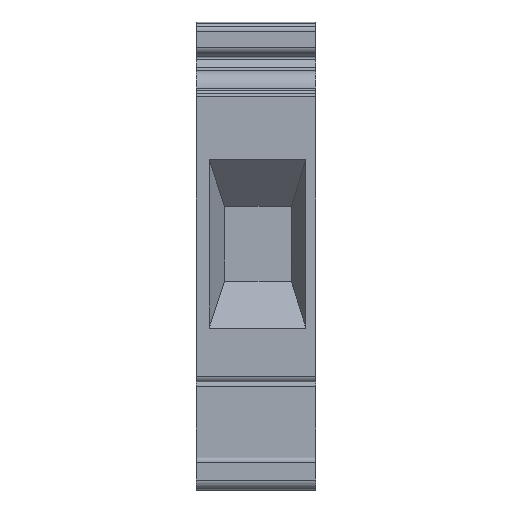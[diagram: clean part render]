
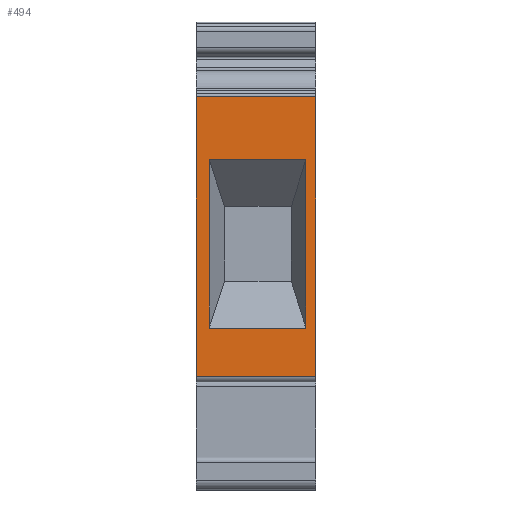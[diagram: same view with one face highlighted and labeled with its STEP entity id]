
A CAD part, left-side view. The second image highlights one B-rep face of the part: STEP entity #494.
In plain terms, the highlighted planar face has unit normal (-1, 0, 0).
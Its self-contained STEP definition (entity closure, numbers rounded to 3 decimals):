
#494 = ADVANCED_FACE( '', ( #1032, #1033 ), #1034, .F. );
#1032 = FACE_BOUND( '', #1609, .T. );
#1033 = FACE_OUTER_BOUND( '', #1610, .T. );
#1034 = PLANE( '', #1611 );
#1609 = EDGE_LOOP( '', ( #3196, #3197, #3198, #3199 ) );
#1610 = EDGE_LOOP( '', ( #3200, #3201, #3202, #3203 ) );
#1611 = AXIS2_PLACEMENT_3D( '', #3204, #3205, #3206 );
#3196 = ORIENTED_EDGE( '', *, *, #3969, .T. );
#3197 = ORIENTED_EDGE( '', *, *, #3895, .T. );
#3198 = ORIENTED_EDGE( '', *, *, #3885, .T. );
#3199 = ORIENTED_EDGE( '', *, *, #3603, .T. );
#3200 = ORIENTED_EDGE( '', *, *, #4072, .T. );
#3201 = ORIENTED_EDGE( '', *, *, #4240, .F. );
#3202 = ORIENTED_EDGE( '', *, *, #4233, .F. );
#3203 = ORIENTED_EDGE( '', *, *, #4241, .T. );
#3204 = CARTESIAN_POINT( '', ( -21.247, -6., 10.314 ) );
#3205 = DIRECTION( '', ( 1., 0., 0. ) );
#3206 = DIRECTION( '', ( 0., 0., -1. ) );
#3603 = EDGE_CURVE( '', #4349, #4346, #4350, .F. );
#3885 = EDGE_CURVE( '', #4825, #4349, #4826, .F. );
#3895 = EDGE_CURVE( '', #4842, #4825, #4843, .F. );
#3969 = EDGE_CURVE( '', #4346, #4842, #4953, .F. );
#4072 = EDGE_CURVE( '', #5105, #5103, #5106, .T. );
#4233 = EDGE_CURVE( '', #5307, #5309, #5310, .T. );
#4240 = EDGE_CURVE( '', #5309, #5103, #5320, .T. );
#4241 = EDGE_CURVE( '', #5307, #5105, #5321, .T. );
#4346 = VERTEX_POINT( '', #5442 );
#4349 = VERTEX_POINT( '', #5446 );
#4350 = LINE( '', #5447, #5448 );
#4825 = VERTEX_POINT( '', #6072 );
#4826 = LINE( '', #6073, #6074 );
#4842 = VERTEX_POINT( '', #6097 );
#4843 = LINE( '', #6098, #6099 );
#4953 = LINE( '', #6247, #6248 );
#5103 = VERTEX_POINT( '', #6451 );
#5105 = VERTEX_POINT( '', #6453 );
#5106 = LINE( '', #6454, #6455 );
#5307 = VERTEX_POINT( '', #6732 );
#5309 = VERTEX_POINT( '', #6734 );
#5310 = LINE( '', #6735, #6736 );
#5320 = LINE( '', #6748, #6749 );
#5321 = LINE( '', #6750, #6751 );
#5442 = CARTESIAN_POINT( '', ( -21.247, -5., -12.895 ) );
#5446 = CARTESIAN_POINT( '', ( -21.247, -5., 4.005 ) );
#5447 = CARTESIAN_POINT( '', ( -21.247, -5., 4.005 ) );
#5448 = VECTOR( '', #6851, 1000. );
#6072 = CARTESIAN_POINT( '', ( -21.247, 4.7, 4.005 ) );
#6073 = CARTESIAN_POINT( '', ( -21.247, -5., 4.005 ) );
#6074 = VECTOR( '', #7211, 1000. );
#6097 = CARTESIAN_POINT( '', ( -21.247, 4.7, -12.895 ) );
#6098 = CARTESIAN_POINT( '', ( -21.247, 4.7, 4.005 ) );
#6099 = VECTOR( '', #7219, 1000. );
#6247 = CARTESIAN_POINT( '', ( -21.247, -5., -12.895 ) );
#6248 = VECTOR( '', #7303, 1000. );
#6451 = CARTESIAN_POINT( '', ( -21.247, 6., -17.755 ) );
#6453 = CARTESIAN_POINT( '', ( -21.247, 6., 10.314 ) );
#6454 = CARTESIAN_POINT( '', ( -21.247, 6., 10.314 ) );
#6455 = VECTOR( '', #7432, 1000. );
#6732 = CARTESIAN_POINT( '', ( -21.247, -6., 10.314 ) );
#6734 = CARTESIAN_POINT( '', ( -21.247, -6., -17.755 ) );
#6735 = CARTESIAN_POINT( '', ( -21.247, -6., 10.314 ) );
#6736 = VECTOR( '', #7680, 1000. );
#6748 = CARTESIAN_POINT( '', ( -21.247, -6., -17.755 ) );
#6749 = VECTOR( '', #7692, 1000. );
#6750 = CARTESIAN_POINT( '', ( -21.247, -6., 10.314 ) );
#6751 = VECTOR( '', #7693, 1000. );
#6851 = DIRECTION( '', ( 0., 0., 1. ) );
#7211 = DIRECTION( '', ( 0., 1., 0. ) );
#7219 = DIRECTION( '', ( 0., 0., -1. ) );
#7303 = DIRECTION( '', ( 0., -1., 0. ) );
#7432 = DIRECTION( '', ( 0., 0., -1. ) );
#7680 = DIRECTION( '', ( 0., 0., -1. ) );
#7692 = DIRECTION( '', ( 0., 1., 0. ) );
#7693 = DIRECTION( '', ( 0., 1., 0. ) );
